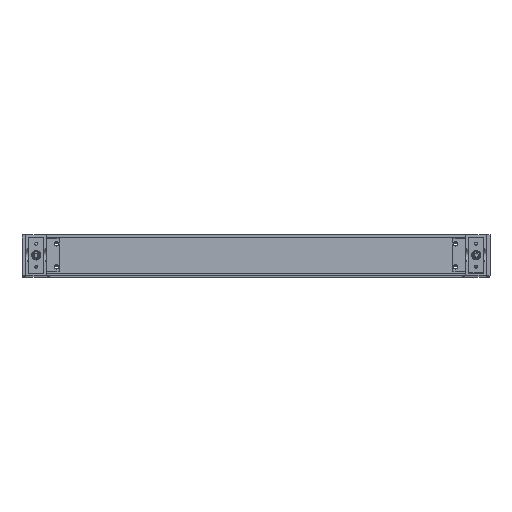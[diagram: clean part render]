
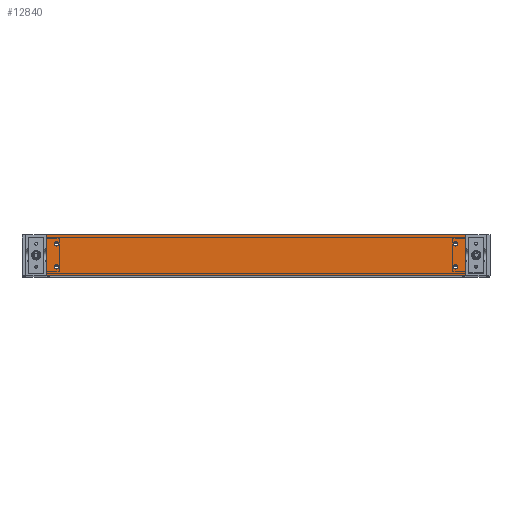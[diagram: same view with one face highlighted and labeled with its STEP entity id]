
A CAD part, top view. The second image highlights one B-rep face of the part: STEP entity #12840.
In plain terms, the highlighted face is planar.
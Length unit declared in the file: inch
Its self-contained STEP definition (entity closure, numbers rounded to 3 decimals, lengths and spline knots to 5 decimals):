
#12337=CARTESIAN_POINT('',(1.0,-1.5625,0.4));
#12338=VERTEX_POINT('',#12337);
#12339=CARTESIAN_POINT('',(1.,-1.5625,0.5));
#12340=DIRECTION('',(-1.0,0.0,0.0));
#12341=DIRECTION('',(0.0,0.0,-1.0));
#12342=AXIS2_PLACEMENT_3D('',#12339,#12340,#12341);
#12343=CIRCLE('',#12342,0.1);
#12344=EDGE_CURVE('',#12338,#12338,#12343,.T.);
#12393=CARTESIAN_POINT('',(1.,-0.4375,0.4));
#12394=VERTEX_POINT('',#12393);
#12395=CARTESIAN_POINT('',(1.,-0.4375,0.5));
#12396=DIRECTION('',(-1.0,0.0,0.0));
#12397=DIRECTION('',(0.0,0.0,-1.0));
#12398=AXIS2_PLACEMENT_3D('',#12395,#12396,#12397);
#12399=CIRCLE('',#12398,0.1);
#12400=EDGE_CURVE('',#12394,#12394,#12399,.T.);
#12449=CARTESIAN_POINT('',(1.0,-1.5625,19.9));
#12450=VERTEX_POINT('',#12449);
#12451=CARTESIAN_POINT('',(1.,-1.5625,20.0));
#12452=DIRECTION('',(-1.0,0.0,0.0));
#12453=DIRECTION('',(0.0,0.0,-1.0));
#12454=AXIS2_PLACEMENT_3D('',#12451,#12452,#12453);
#12455=CIRCLE('',#12454,0.1);
#12456=EDGE_CURVE('',#12450,#12450,#12455,.T.);
#12505=CARTESIAN_POINT('',(1.,-0.4375,19.9));
#12506=VERTEX_POINT('',#12505);
#12507=CARTESIAN_POINT('',(1.,-0.4375,20.0));
#12508=DIRECTION('',(-1.0,0.0,0.0));
#12509=DIRECTION('',(0.0,0.0,-1.0));
#12510=AXIS2_PLACEMENT_3D('',#12507,#12508,#12509);
#12511=CIRCLE('',#12510,0.1);
#12512=EDGE_CURVE('',#12506,#12506,#12511,.T.);
#12789=CARTESIAN_POINT('',(1.0,0.0,0.0));
#12790=DIRECTION('',(1.0,0.0,0.0));
#12791=DIRECTION('',(0.0,0.0,-1.0));
#12792=AXIS2_PLACEMENT_3D('',#12789,#12790,#12791);
#12793=PLANE('',#12792);
#12794=CARTESIAN_POINT('',(1.0,0.0,20.5));
#12795=VERTEX_POINT('',#12794);
#12796=CARTESIAN_POINT('',(1.,-2.0,20.5));
#12797=VERTEX_POINT('',#12796);
#12798=CARTESIAN_POINT('',(1.0,0.0,20.5));
#12799=DIRECTION('',(0.0,-1.0,0.0));
#12800=VECTOR('',#12799,2.0);
#12801=LINE('',#12798,#12800);
#12802=EDGE_CURVE('',#12795,#12797,#12801,.T.);
#12803=ORIENTED_EDGE('',*,*,#12802,.T.);
#12804=CARTESIAN_POINT('',(1.,-2.0,0.0));
#12805=VERTEX_POINT('',#12804);
#12806=CARTESIAN_POINT('',(1.,-2.0,0.0));
#12807=DIRECTION('',(0.0,0.0,1.0));
#12808=VECTOR('',#12807,20.5);
#12809=LINE('',#12806,#12808);
#12810=EDGE_CURVE('',#12805,#12797,#12809,.T.);
#12811=ORIENTED_EDGE('',*,*,#12810,.F.);
#12812=CARTESIAN_POINT('',(1.0,0.0,0.0));
#12813=VERTEX_POINT('',#12812);
#12814=CARTESIAN_POINT('',(1.0,0.0,0.0));
#12815=DIRECTION('',(0.0,-1.0,0.0));
#12816=VECTOR('',#12815,2.0);
#12817=LINE('',#12814,#12816);
#12818=EDGE_CURVE('',#12813,#12805,#12817,.T.);
#12819=ORIENTED_EDGE('',*,*,#12818,.F.);
#12820=CARTESIAN_POINT('',(1.0,0.0,0.0));
#12821=DIRECTION('',(0.0,0.0,1.0));
#12822=VECTOR('',#12821,20.5);
#12823=LINE('',#12820,#12822);
#12824=EDGE_CURVE('',#12813,#12795,#12823,.T.);
#12825=ORIENTED_EDGE('',*,*,#12824,.T.);
#12826=EDGE_LOOP('',(#12803,#12811,#12819,#12825));
#12827=FACE_OUTER_BOUND('',#12826,.T.);
#12828=ORIENTED_EDGE('',*,*,#12344,.T.);
#12829=EDGE_LOOP('',(#12828));
#12830=FACE_BOUND('',#12829,.T.);
#12831=ORIENTED_EDGE('',*,*,#12400,.T.);
#12832=EDGE_LOOP('',(#12831));
#12833=FACE_BOUND('',#12832,.T.);
#12834=ORIENTED_EDGE('',*,*,#12456,.T.);
#12835=EDGE_LOOP('',(#12834));
#12836=FACE_BOUND('',#12835,.T.);
#12837=ORIENTED_EDGE('',*,*,#12512,.T.);
#12838=EDGE_LOOP('',(#12837));
#12839=FACE_BOUND('',#12838,.T.);
#12840=ADVANCED_FACE('',(#12827,#12830,#12833,#12836,#12839),#12793,.T.);
